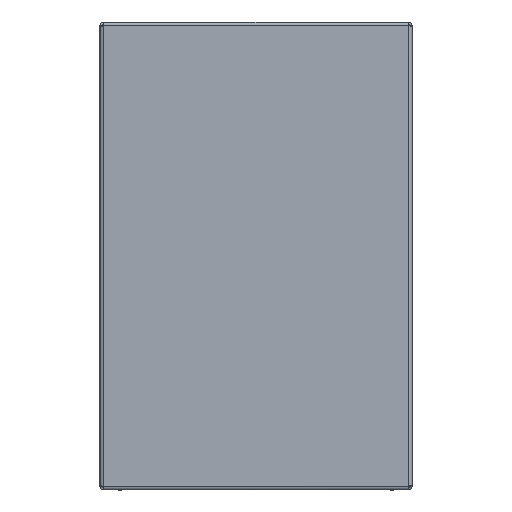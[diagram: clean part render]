
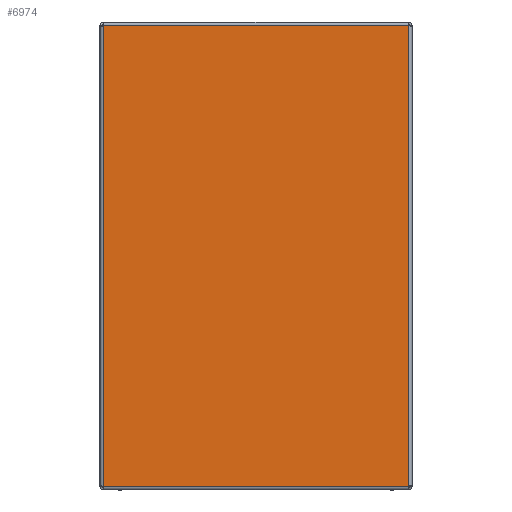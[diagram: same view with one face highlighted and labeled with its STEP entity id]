
A CAD part, front view. The second image highlights one B-rep face of the part: STEP entity #6974.
In plain terms, the highlighted planar face has unit normal (0, -1, 0).
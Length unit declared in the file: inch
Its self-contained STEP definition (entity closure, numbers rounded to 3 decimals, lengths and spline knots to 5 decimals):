
#83 = VERTEX_POINT ( 'NONE', #627 ) ;
#437 = VERTEX_POINT ( 'NONE', #6638 ) ;
#627 = CARTESIAN_POINT ( 'NONE',  ( -7.83352, 0., -0.99806 ) ) ;
#655 = DIRECTION ( 'NONE',  ( 0., -1., 0. ) ) ;
#762 = CARTESIAN_POINT ( 'NONE',  ( -7.83352, 0., -24.66504 ) ) ;
#963 = VERTEX_POINT ( 'NONE', #7026 ) ;
#1077 = EDGE_CURVE ( 'NONE', #2746, #437, #5144, .T. ) ;
#1645 = VECTOR ( 'NONE', #6173, 39.37008 ) ;
#2011 = LINE ( 'NONE', #2744, #1645 ) ;
#2148 = DIRECTION ( 'NONE',  ( -1., 0., 0. ) ) ;
#2184 = LINE ( 'NONE', #7264, #3262 ) ;
#2202 = ORIENTED_EDGE ( 'NONE', *, *, #1077, .T. ) ;
#2340 = CARTESIAN_POINT ( 'NONE',  ( -16.9548, 0., 0. ) ) ;
#2525 = CARTESIAN_POINT ( 'NONE',  ( -7.83352, 0., 0. ) ) ;
#2744 = CARTESIAN_POINT ( 'NONE',  ( 7.83352, 0., 0. ) ) ;
#2746 = VERTEX_POINT ( 'NONE', #762 ) ;
#3222 = VECTOR ( 'NONE', #4243, 39.37008 ) ;
#3262 = VECTOR ( 'NONE', #2148, 39.37008 ) ;
#3463 = EDGE_CURVE ( 'NONE', #83, #2746, #5379, .T. ) ;
#3470 = AXIS2_PLACEMENT_3D ( 'NONE', #2340, #655, #4584 ) ;
#3996 = ORIENTED_EDGE ( 'NONE', *, *, #7519, .T. ) ;
#4066 = PLANE ( 'NONE',  #3470 ) ;
#4136 = FACE_OUTER_BOUND ( 'NONE', #7318, .T. ) ;
#4243 = DIRECTION ( 'NONE',  ( 0., 0., -1. ) ) ;
#4584 = DIRECTION ( 'NONE',  ( 0., 0., -1. ) ) ;
#4665 = ORIENTED_EDGE ( 'NONE', *, *, #5745, .T. ) ;
#5144 = LINE ( 'NONE', #5801, #5859 ) ;
#5379 = LINE ( 'NONE', #2525, #3222 ) ;
#5535 = ORIENTED_EDGE ( 'NONE', *, *, #3463, .T. ) ;
#5745 = EDGE_CURVE ( 'NONE', #963, #83, #2184, .T. ) ;
#5801 = CARTESIAN_POINT ( 'NONE',  ( -16.9548, 0., -24.66504 ) ) ;
#5859 = VECTOR ( 'NONE', #7446, 39.37008 ) ;
#6173 = DIRECTION ( 'NONE',  ( 0., 0., 1. ) ) ;
#6638 = CARTESIAN_POINT ( 'NONE',  ( 7.83352, 0., -24.66504 ) ) ;
#6974 = ADVANCED_FACE ( 'NONE', ( #4136 ), #4066, .T. ) ;
#7026 = CARTESIAN_POINT ( 'NONE',  ( 7.83352, 0., -0.99806 ) ) ;
#7264 = CARTESIAN_POINT ( 'NONE',  ( -16.9548, 0., -0.99806 ) ) ;
#7318 = EDGE_LOOP ( 'NONE', ( #5535, #2202, #3996, #4665 ) ) ;
#7446 = DIRECTION ( 'NONE',  ( 1., 0., 0. ) ) ;
#7519 = EDGE_CURVE ( 'NONE', #437, #963, #2011, .T. ) ;
